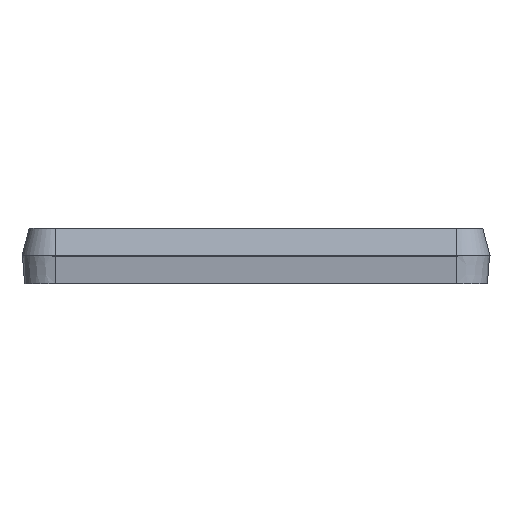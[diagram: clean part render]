
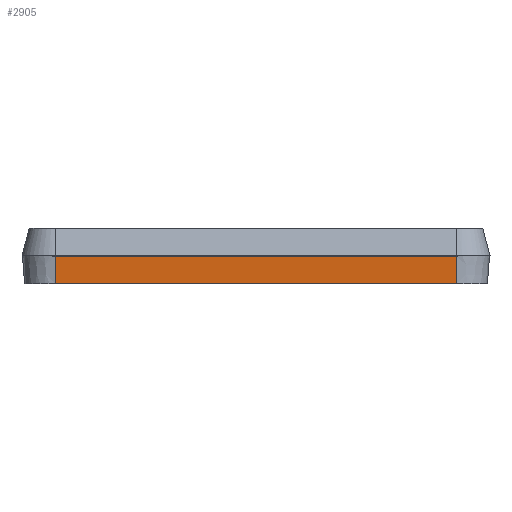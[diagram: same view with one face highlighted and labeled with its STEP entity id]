
A CAD part, left-side view. The second image highlights one B-rep face of the part: STEP entity #2905.
In plain terms, the highlighted planar face has unit normal (-0.998, 0, -0.07).
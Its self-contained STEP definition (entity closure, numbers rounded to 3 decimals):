
#92 = EDGE_CURVE ( 'NONE', #3874, #3923, #5357, .T. ) ;
#261 = CARTESIAN_POINT ( 'NONE',  ( -41.55, 36., 0. ) ) ;
#286 = CARTESIAN_POINT ( 'NONE',  ( -41.55, -35.998, 0. ) ) ;
#362 = DIRECTION ( 'NONE',  ( 0.07, 0., -0.998 ) ) ;
#388 = ORIENTED_EDGE ( 'NONE', *, *, #4369, .T. ) ;
#615 = VECTOR ( 'NONE', #362, 1000. ) ;
#764 = CARTESIAN_POINT ( 'NONE',  ( -41.55, 36., 0. ) ) ;
#822 = CARTESIAN_POINT ( 'NONE',  ( -41.9, 36., 5. ) ) ;
#1012 = ORIENTED_EDGE ( 'NONE', *, *, #92, .F. ) ;
#1173 = LINE ( 'NONE', #764, #3016 ) ;
#1256 = CARTESIAN_POINT ( 'NONE',  ( -41.9, -35.991, 5. ) ) ;
#1457 = EDGE_CURVE ( 'NONE', #3957, #3923, #1173, .T. ) ;
#1727 = CARTESIAN_POINT ( 'NONE',  ( -41.9, 36., 5. ) ) ;
#1735 = FACE_OUTER_BOUND ( 'NONE', #3706, .T. ) ;
#2017 = DIRECTION ( 'NONE',  ( 0., -1., 0. ) ) ;
#2396 = LINE ( 'NONE', #3673, #3774 ) ;
#2860 = DIRECTION ( 'NONE',  ( 0., -1., 0. ) ) ;
#2905 = ADVANCED_FACE ( 'NONE', ( #1735 ), #3384, .F. ) ;
#3016 = VECTOR ( 'NONE', #2017, 1000. ) ;
#3264 = DIRECTION ( 'NONE',  ( 0.07, 0., -0.998 ) ) ;
#3289 = ORIENTED_EDGE ( 'NONE', *, *, #5050, .F. ) ;
#3295 = VECTOR ( 'NONE', #2860, 1000. ) ;
#3384 = PLANE ( 'NONE',  #3540 ) ;
#3540 = AXIS2_PLACEMENT_3D ( 'NONE', #5056, #4262, #5210 ) ;
#3673 = CARTESIAN_POINT ( 'NONE',  ( -41.9, 36., 5. ) ) ;
#3706 = EDGE_LOOP ( 'NONE', ( #1012, #3289, #388, #4399 ) ) ;
#3774 = VECTOR ( 'NONE', #3264, 1000. ) ;
#3874 = VERTEX_POINT ( 'NONE', #4051 ) ;
#3923 = VERTEX_POINT ( 'NONE', #286 ) ;
#3957 = VERTEX_POINT ( 'NONE', #261 ) ;
#4051 = CARTESIAN_POINT ( 'NONE',  ( -41.9, -36., 5. ) ) ;
#4262 = DIRECTION ( 'NONE',  ( 0.998, 0., 0.07 ) ) ;
#4369 = EDGE_CURVE ( 'NONE', #4785, #3957, #2396, .T. ) ;
#4399 = ORIENTED_EDGE ( 'NONE', *, *, #1457, .T. ) ;
#4785 = VERTEX_POINT ( 'NONE', #1727 ) ;
#5050 = EDGE_CURVE ( 'NONE', #4785, #3874, #5226, .T. ) ;
#5056 = CARTESIAN_POINT ( 'NONE',  ( -41.55, 36., 0. ) ) ;
#5210 = DIRECTION ( 'NONE',  ( 0., -1., 0. ) ) ;
#5226 = LINE ( 'NONE', #822, #3295 ) ;
#5357 = LINE ( 'NONE', #1256, #615 ) ;
